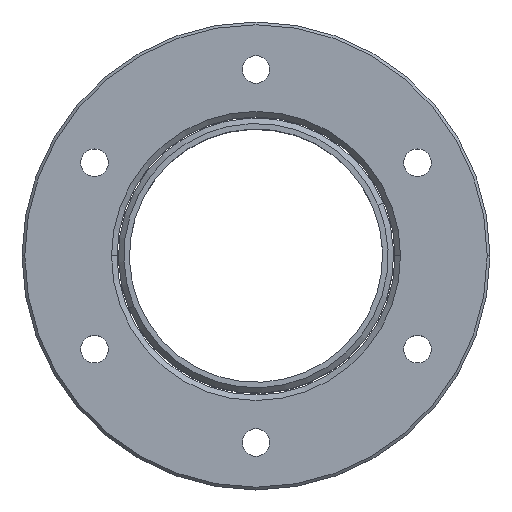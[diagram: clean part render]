
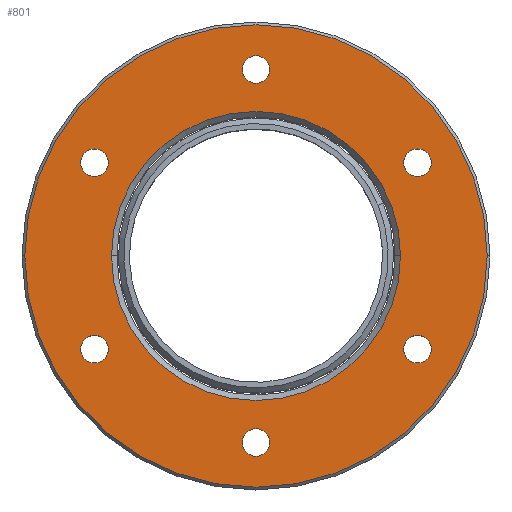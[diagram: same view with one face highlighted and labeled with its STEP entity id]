
A CAD part, top view. The second image highlights one B-rep face of the part: STEP entity #801.
In plain terms, the highlighted planar face has unit normal (0, 0, 1).
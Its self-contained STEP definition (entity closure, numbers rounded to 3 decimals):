
#4 = FACE_BOUND ( 'NONE', #716, .T. ) ;
#15 = VERTEX_POINT ( 'NONE', #625 ) ;
#28 = FACE_OUTER_BOUND ( 'NONE', #973, .T. ) ;
#29 = DIRECTION ( 'NONE',  ( 0., 0., 1. ) ) ;
#42 = CARTESIAN_POINT ( 'NONE',  ( -26.25, 0., 2.5 ) ) ;
#48 = VERTEX_POINT ( 'NONE', #367 ) ;
#58 = CIRCLE ( 'NONE', #544, 42. ) ;
#59 = AXIS2_PLACEMENT_3D ( 'NONE', #97, #188, #486 ) ;
#61 = AXIS2_PLACEMENT_3D ( 'NONE', #241, #885, #728 ) ;
#65 = CARTESIAN_POINT ( 'NONE',  ( 31.837, 16.938, 2.5 ) ) ;
#68 = CARTESIAN_POINT ( 'NONE',  ( 29.337, -16.937, 2.5 ) ) ;
#69 = VERTEX_POINT ( 'NONE', #65 ) ;
#74 = VERTEX_POINT ( 'NONE', #785 ) ;
#77 = CARTESIAN_POINT ( 'NONE',  ( 2.5, -33.875, 2.5 ) ) ;
#84 = DIRECTION ( 'NONE',  ( 1., 0., 0. ) ) ;
#89 = CARTESIAN_POINT ( 'NONE',  ( 0., 0., 2.5 ) ) ;
#96 = CARTESIAN_POINT ( 'NONE',  ( 26.837, -16.937, 2.5 ) ) ;
#97 = CARTESIAN_POINT ( 'NONE',  ( -29.337, -16.938, 2.5 ) ) ;
#106 = FACE_BOUND ( 'NONE', #642, .T. ) ;
#110 = FACE_BOUND ( 'NONE', #190, .T. ) ;
#111 = CIRCLE ( 'NONE', #857, 42. ) ;
#112 = CARTESIAN_POINT ( 'NONE',  ( -26.837, 16.937, 2.5 ) ) ;
#117 = CARTESIAN_POINT ( 'NONE',  ( 0., -33.875, 2.5 ) ) ;
#121 = DIRECTION ( 'NONE',  ( 1., 0., 0. ) ) ;
#128 = CARTESIAN_POINT ( 'NONE',  ( 0., 0., 2.5 ) ) ;
#150 = ORIENTED_EDGE ( 'NONE', *, *, #638, .F. ) ;
#162 = AXIS2_PLACEMENT_3D ( 'NONE', #474, #562, #628 ) ;
#171 = FACE_BOUND ( 'NONE', #862, .T. ) ;
#188 = DIRECTION ( 'NONE',  ( 0., 0., 1. ) ) ;
#190 = EDGE_LOOP ( 'NONE', ( #270, #368 ) ) ;
#196 = EDGE_CURVE ( 'NONE', #74, #69, #790, .T. ) ;
#200 = AXIS2_PLACEMENT_3D ( 'NONE', #447, #859, #207 ) ;
#202 = CARTESIAN_POINT ( 'NONE',  ( -2.5, 33.875, 2.5 ) ) ;
#207 = DIRECTION ( 'NONE',  ( 1., 0., 0. ) ) ;
#211 = ORIENTED_EDGE ( 'NONE', *, *, #992, .F. ) ;
#229 = ORIENTED_EDGE ( 'NONE', *, *, #196, .F. ) ;
#237 = CARTESIAN_POINT ( 'NONE',  ( 29.337, -16.937, 2.5 ) ) ;
#241 = CARTESIAN_POINT ( 'NONE',  ( 0., 0., 2.5 ) ) ;
#270 = ORIENTED_EDGE ( 'NONE', *, *, #303, .F. ) ;
#271 = EDGE_CURVE ( 'NONE', #782, #48, #58, .T. ) ;
#272 = DIRECTION ( 'NONE',  ( 1., 0., 0. ) ) ;
#280 = ORIENTED_EDGE ( 'NONE', *, *, #1008, .T. ) ;
#282 = DIRECTION ( 'NONE',  ( 1., 0., 0. ) ) ;
#296 = CARTESIAN_POINT ( 'NONE',  ( 26.25, 0., 2.5 ) ) ;
#299 = VERTEX_POINT ( 'NONE', #77 ) ;
#303 = EDGE_CURVE ( 'NONE', #720, #864, #387, .T. ) ;
#309 = ORIENTED_EDGE ( 'NONE', *, *, #491, .F. ) ;
#312 = AXIS2_PLACEMENT_3D ( 'NONE', #89, #347, #340 ) ;
#318 = CARTESIAN_POINT ( 'NONE',  ( 2.5, 33.875, 2.5 ) ) ;
#326 = DIRECTION ( 'NONE',  ( 1., 0., 0. ) ) ;
#331 = DIRECTION ( 'NONE',  ( 0., 0., 1. ) ) ;
#338 = EDGE_CURVE ( 'NONE', #505, #704, #370, .T. ) ;
#340 = DIRECTION ( 'NONE',  ( 1., 0., 0. ) ) ;
#347 = DIRECTION ( 'NONE',  ( 0., 0., 1. ) ) ;
#359 = ORIENTED_EDGE ( 'NONE', *, *, #271, .T. ) ;
#367 = CARTESIAN_POINT ( 'NONE',  ( -42., 0., 2.5 ) ) ;
#368 = ORIENTED_EDGE ( 'NONE', *, *, #673, .F. ) ;
#370 = CIRCLE ( 'NONE', #454, 2.5 ) ;
#373 = VERTEX_POINT ( 'NONE', #112 ) ;
#374 = DIRECTION ( 'NONE',  ( 0., 0., 1. ) ) ;
#387 = CIRCLE ( 'NONE', #618, 2.5 ) ;
#388 = CIRCLE ( 'NONE', #792, 2.5 ) ;
#392 = DIRECTION ( 'NONE',  ( 1., 0., 0. ) ) ;
#402 = CARTESIAN_POINT ( 'NONE',  ( 0., 33.875, 2.5 ) ) ;
#403 = EDGE_CURVE ( 'NONE', #895, #556, #776, .T. ) ;
#419 = AXIS2_PLACEMENT_3D ( 'NONE', #476, #481, #980 ) ;
#420 = EDGE_CURVE ( 'NONE', #704, #505, #724, .T. ) ;
#443 = CARTESIAN_POINT ( 'NONE',  ( 0., 0., 2.5 ) ) ;
#447 = CARTESIAN_POINT ( 'NONE',  ( -29.337, 16.937, 2.5 ) ) ;
#451 = EDGE_CURVE ( 'NONE', #556, #895, #388, .T. ) ;
#452 = CARTESIAN_POINT ( 'NONE',  ( -31.837, -16.938, 2.5 ) ) ;
#454 = AXIS2_PLACEMENT_3D ( 'NONE', #854, #687, #590 ) ;
#474 = CARTESIAN_POINT ( 'NONE',  ( 0., -33.875, 2.5 ) ) ;
#476 = CARTESIAN_POINT ( 'NONE',  ( 29.337, 16.938, 2.5 ) ) ;
#481 = DIRECTION ( 'NONE',  ( 0., 0., 1. ) ) ;
#486 = DIRECTION ( 'NONE',  ( 1., 0., 0. ) ) ;
#489 = ORIENTED_EDGE ( 'NONE', *, *, #768, .F. ) ;
#491 = EDGE_CURVE ( 'NONE', #945, #299, #952, .T. ) ;
#492 = CARTESIAN_POINT ( 'NONE',  ( -29.337, -16.938, 2.5 ) ) ;
#494 = AXIS2_PLACEMENT_3D ( 'NONE', #523, #865, #121 ) ;
#498 = DIRECTION ( 'NONE',  ( 0., 0., 1. ) ) ;
#505 = VERTEX_POINT ( 'NONE', #202 ) ;
#513 = CIRCLE ( 'NONE', #162, 2.5 ) ;
#514 = VERTEX_POINT ( 'NONE', #296 ) ;
#517 = ORIENTED_EDGE ( 'NONE', *, *, #954, .T. ) ;
#523 = CARTESIAN_POINT ( 'NONE',  ( -29.337, 16.937, 2.5 ) ) ;
#544 = AXIS2_PLACEMENT_3D ( 'NONE', #802, #563, #326 ) ;
#546 = AXIS2_PLACEMENT_3D ( 'NONE', #237, #968, #84 ) ;
#556 = VERTEX_POINT ( 'NONE', #452 ) ;
#562 = DIRECTION ( 'NONE',  ( 0., 0., 1. ) ) ;
#563 = DIRECTION ( 'NONE',  ( 0., 0., 1. ) ) ;
#568 = CARTESIAN_POINT ( 'NONE',  ( 42., 0., 2.5 ) ) ;
#588 = ORIENTED_EDGE ( 'NONE', *, *, #338, .F. ) ;
#590 = DIRECTION ( 'NONE',  ( 1., 0., 0. ) ) ;
#593 = FACE_BOUND ( 'NONE', #941, .T. ) ;
#594 = DIRECTION ( 'NONE',  ( 1., 0., 0. ) ) ;
#615 = ORIENTED_EDGE ( 'NONE', *, *, #979, .F. ) ;
#618 = AXIS2_PLACEMENT_3D ( 'NONE', #68, #989, #392 ) ;
#625 = CARTESIAN_POINT ( 'NONE',  ( -31.837, 16.937, 2.5 ) ) ;
#627 = ORIENTED_EDGE ( 'NONE', *, *, #420, .F. ) ;
#628 = DIRECTION ( 'NONE',  ( 1., 0., 0. ) ) ;
#638 = EDGE_CURVE ( 'NONE', #299, #945, #513, .T. ) ;
#642 = EDGE_LOOP ( 'NONE', ( #150, #309 ) ) ;
#644 = EDGE_CURVE ( 'NONE', #514, #958, #795, .T. ) ;
#651 = AXIS2_PLACEMENT_3D ( 'NONE', #402, #331, #744 ) ;
#673 = EDGE_CURVE ( 'NONE', #864, #720, #1060, .T. ) ;
#685 = ORIENTED_EDGE ( 'NONE', *, *, #451, .F. ) ;
#687 = DIRECTION ( 'NONE',  ( 0., 0., 1. ) ) ;
#697 = AXIS2_PLACEMENT_3D ( 'NONE', #128, #951, #942 ) ;
#704 = VERTEX_POINT ( 'NONE', #318 ) ;
#711 = AXIS2_PLACEMENT_3D ( 'NONE', #117, #374, #282 ) ;
#716 = EDGE_LOOP ( 'NONE', ( #489, #229 ) ) ;
#720 = VERTEX_POINT ( 'NONE', #731 ) ;
#724 = CIRCLE ( 'NONE', #651, 2.5 ) ;
#728 = DIRECTION ( 'NONE',  ( 1., 0., 0. ) ) ;
#731 = CARTESIAN_POINT ( 'NONE',  ( 31.837, -16.937, 2.5 ) ) ;
#744 = DIRECTION ( 'NONE',  ( 1., 0., 0. ) ) ;
#756 = CARTESIAN_POINT ( 'NONE',  ( -26.837, -16.938, 2.5 ) ) ;
#768 = EDGE_CURVE ( 'NONE', #69, #74, #1004, .T. ) ;
#775 = CARTESIAN_POINT ( 'NONE',  ( -2.5, -33.875, 2.5 ) ) ;
#776 = CIRCLE ( 'NONE', #59, 2.5 ) ;
#780 = CIRCLE ( 'NONE', #697, 26.25 ) ;
#782 = VERTEX_POINT ( 'NONE', #568 ) ;
#783 = DIRECTION ( 'NONE',  ( 0., 0., 1. ) ) ;
#785 = CARTESIAN_POINT ( 'NONE',  ( 26.837, 16.938, 2.5 ) ) ;
#790 = CIRCLE ( 'NONE', #419, 2.5 ) ;
#792 = AXIS2_PLACEMENT_3D ( 'NONE', #492, #29, #594 ) ;
#795 = CIRCLE ( 'NONE', #61, 26.25 ) ;
#797 = CIRCLE ( 'NONE', #494, 2.5 ) ;
#798 = EDGE_LOOP ( 'NONE', ( #1016, #517 ) ) ;
#801 = ADVANCED_FACE ( 'NONE', ( #853, #28, #4, #110, #106, #171, #593, #825 ), #844, .T. ) ;
#802 = CARTESIAN_POINT ( 'NONE',  ( 0., 0., 2.5 ) ) ;
#811 = CARTESIAN_POINT ( 'NONE',  ( 29.337, 16.938, 2.5 ) ) ;
#825 = FACE_BOUND ( 'NONE', #878, .T. ) ;
#844 = PLANE ( 'NONE',  #312 ) ;
#853 = FACE_BOUND ( 'NONE', #798, .T. ) ;
#854 = CARTESIAN_POINT ( 'NONE',  ( 0., 33.875, 2.5 ) ) ;
#855 = CIRCLE ( 'NONE', #200, 2.5 ) ;
#857 = AXIS2_PLACEMENT_3D ( 'NONE', #443, #783, #272 ) ;
#859 = DIRECTION ( 'NONE',  ( 0., 0., 1. ) ) ;
#862 = EDGE_LOOP ( 'NONE', ( #892, #685 ) ) ;
#864 = VERTEX_POINT ( 'NONE', #96 ) ;
#865 = DIRECTION ( 'NONE',  ( 0., 0., 1. ) ) ;
#878 = EDGE_LOOP ( 'NONE', ( #627, #588 ) ) ;
#885 = DIRECTION ( 'NONE',  ( 0., 0., -1. ) ) ;
#892 = ORIENTED_EDGE ( 'NONE', *, *, #403, .F. ) ;
#895 = VERTEX_POINT ( 'NONE', #756 ) ;
#941 = EDGE_LOOP ( 'NONE', ( #211, #615 ) ) ;
#942 = DIRECTION ( 'NONE',  ( 1., 0., 0. ) ) ;
#945 = VERTEX_POINT ( 'NONE', #775 ) ;
#951 = DIRECTION ( 'NONE',  ( 0., 0., -1. ) ) ;
#952 = CIRCLE ( 'NONE', #711, 2.5 ) ;
#954 = EDGE_CURVE ( 'NONE', #958, #514, #780, .T. ) ;
#958 = VERTEX_POINT ( 'NONE', #42 ) ;
#968 = DIRECTION ( 'NONE',  ( 0., 0., 1. ) ) ;
#973 = EDGE_LOOP ( 'NONE', ( #280, #359 ) ) ;
#979 = EDGE_CURVE ( 'NONE', #15, #373, #855, .T. ) ;
#980 = DIRECTION ( 'NONE',  ( 1., 0., 0. ) ) ;
#989 = DIRECTION ( 'NONE',  ( 0., 0., 1. ) ) ;
#992 = EDGE_CURVE ( 'NONE', #373, #15, #797, .T. ) ;
#1004 = CIRCLE ( 'NONE', #1061, 2.5 ) ;
#1006 = DIRECTION ( 'NONE',  ( 1., 0., 0. ) ) ;
#1008 = EDGE_CURVE ( 'NONE', #48, #782, #111, .T. ) ;
#1016 = ORIENTED_EDGE ( 'NONE', *, *, #644, .T. ) ;
#1060 = CIRCLE ( 'NONE', #546, 2.5 ) ;
#1061 = AXIS2_PLACEMENT_3D ( 'NONE', #811, #498, #1006 ) ;
